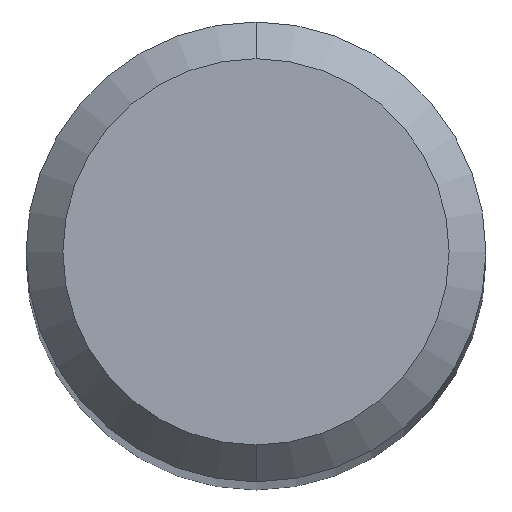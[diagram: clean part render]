
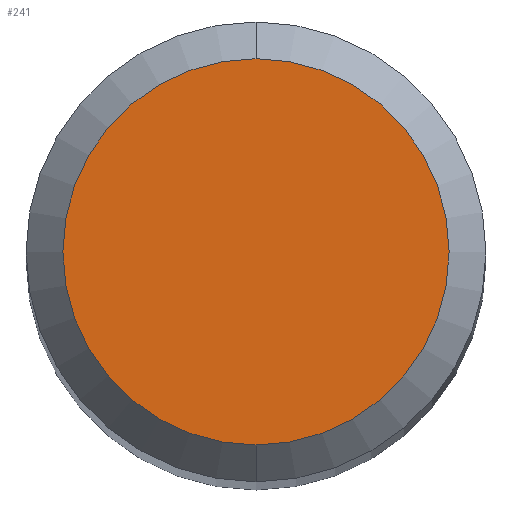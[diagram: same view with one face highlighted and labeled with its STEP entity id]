
A CAD part, top view. The second image highlights one B-rep face of the part: STEP entity #241.
In plain terms, the highlighted planar face has unit normal (0, 0, 1).
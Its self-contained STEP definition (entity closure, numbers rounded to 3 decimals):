
#241=ADVANCED_FACE('',(#554),#555,.T.);
#269=VERTEX_POINT('',#587);
#403=VERTEX_POINT('',#734);
#417=EDGE_CURVE('',#403,#269,#748,.T.);
#463=EDGE_CURVE('',#269,#403,#800,.T.);
#554=FACE_OUTER_BOUND('',#940,.T.);
#555=PLANE('',#941);
#587=CARTESIAN_POINT('',(0.,-2.1,0.0));
#734=CARTESIAN_POINT('',(0.0,2.1,0.0));
#748=CIRCLE('',#1342,2.1);
#800=CIRCLE('',#1443,2.1);
#940=EDGE_LOOP('',(#1511,#1512));
#941=AXIS2_PLACEMENT_3D('',#1513,#1514,#1515);
#1342=AXIS2_PLACEMENT_3D('',#1725,#1726,#1727);
#1443=AXIS2_PLACEMENT_3D('',#1802,#1803,#1804);
#1511=ORIENTED_EDGE('',*,*,#417,.F.);
#1512=ORIENTED_EDGE('',*,*,#463,.F.);
#1513=CARTESIAN_POINT('',(0.0,1.05,0.0));
#1514=DIRECTION('',(-0.0,0.0,1.0));
#1515=DIRECTION('',(0.0,-1.0,0.0));
#1725=CARTESIAN_POINT('',(0.0,0.0,0.0));
#1726=DIRECTION('',(0.0,0.0,-1.0));
#1727=DIRECTION('',(0.0,1.0,0.0));
#1802=CARTESIAN_POINT('',(0.0,0.0,0.0));
#1803=DIRECTION('',(0.0,0.0,-1.0));
#1804=DIRECTION('',(0.0,1.0,0.0));
